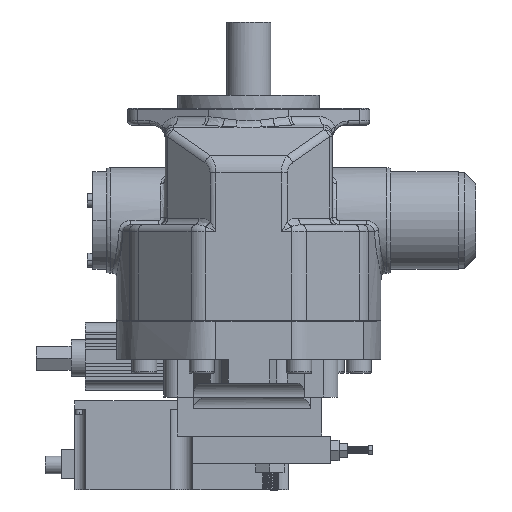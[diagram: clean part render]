
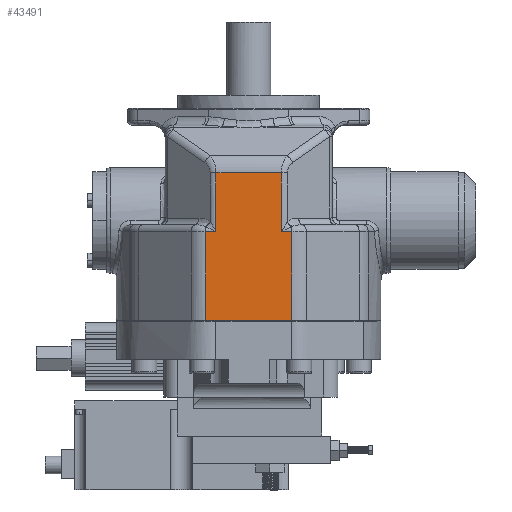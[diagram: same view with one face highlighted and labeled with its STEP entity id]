
A CAD part, front view. The second image highlights one B-rep face of the part: STEP entity #43491.
In plain terms, the highlighted planar face has unit normal (0, -1, 0).
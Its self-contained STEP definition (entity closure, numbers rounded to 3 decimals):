
#2893 = CARTESIAN_POINT ( 'NONE',  ( -18.318, -120.809, -99.419 ) ) ;
#2913 = ORIENTED_EDGE ( 'NONE', *, *, #39415, .F. ) ;
#2979 = EDGE_CURVE ( 'NONE', #30197, #34820, #18337, .T. ) ;
#3180 = EDGE_CURVE ( 'NONE', #8166, #37756, #37266, .T. ) ;
#7307 = B_SPLINE_CURVE_WITH_KNOTS ( 'NONE', 3,
 ( #2893, #35918, #8143, #24289 ),
 .UNSPECIFIED., .F., .F.,
 ( 4, 4 ),
 ( 0., 1. ),
 .UNSPECIFIED. ) ;
#7611 = EDGE_LOOP ( 'NONE', ( #2913, #49634, #38262, #35860, #15060, #36542, #18758, #24868 ) ) ;
#7798 = CARTESIAN_POINT ( 'NONE',  ( 5.196, -120.809, 6.504 ) ) ;
#8143 = CARTESIAN_POINT ( 'NONE',  ( -18.318, -120.809, -71.304 ) ) ;
#8166 = VERTEX_POINT ( 'NONE', #11708 ) ;
#8352 = CARTESIAN_POINT ( 'NONE',  ( 28.711, -120.809, -57.246 ) ) ;
#8856 = CARTESIAN_POINT ( 'NONE',  ( -25.59, -120.809, 6.504 ) ) ;
#9752 = PLANE ( 'NONE',  #11869 ) ;
#10962 = CARTESIAN_POINT ( 'NONE',  ( 35.983, -120.809, -57.246 ) ) ;
#11708 = CARTESIAN_POINT ( 'NONE',  ( -25.59, -120.809, -57.246 ) ) ;
#11789 = VERTEX_POINT ( 'NONE', #20440 ) ;
#11869 = AXIS2_PLACEMENT_3D ( 'NONE', #21903, #26132, #29597 ) ;
#12493 = VERTEX_POINT ( 'NONE', #48019 ) ;
#12719 = EDGE_CURVE ( 'NONE', #12493, #37756, #52178, .T. ) ;
#12824 = CARTESIAN_POINT ( 'NONE',  ( -25.59, -120.809, -57.246 ) ) ;
#12877 = B_SPLINE_CURVE_WITH_KNOTS ( 'NONE', 3,
 ( #21161, #46218, #37282, #17454 ),
 .UNSPECIFIED., .F., .F.,
 ( 4, 4 ),
 ( 0., 1. ),
 .UNSPECIFIED. ) ;
#13004 = CARTESIAN_POINT ( 'NONE',  ( 28.711, -120.809, -57.246 ) ) ;
#13342 = CARTESIAN_POINT ( 'NONE',  ( -25.59, -120.809, 6.504 ) ) ;
#14866 = VERTEX_POINT ( 'NONE', #44427 ) ;
#15060 = ORIENTED_EDGE ( 'NONE', *, *, #25922, .F. ) ;
#15320 = CARTESIAN_POINT ( 'NONE',  ( 35.983, -120.809, -14.746 ) ) ;
#15519 = CARTESIAN_POINT ( 'NONE',  ( -2.642, -120.809, -99.419 ) ) ;
#17127 = EDGE_CURVE ( 'NONE', #11789, #8166, #12877, .T. ) ;
#17454 = CARTESIAN_POINT ( 'NONE',  ( -25.59, -120.809, -57.246 ) ) ;
#18337 = B_SPLINE_CURVE_WITH_KNOTS ( 'NONE', 3,
 ( #34799, #41944, #34270, #26345 ),
 .UNSPECIFIED., .F., .F.,
 ( 4, 4 ),
 ( 0., 1. ),
 .UNSPECIFIED. ) ;
#18758 = ORIENTED_EDGE ( 'NONE', *, *, #2979, .F. ) ;
#20440 = CARTESIAN_POINT ( 'NONE',  ( -18.318, -120.809, -57.246 ) ) ;
#21161 = CARTESIAN_POINT ( 'NONE',  ( -18.318, -120.809, -57.246 ) ) ;
#21903 = CARTESIAN_POINT ( 'NONE',  ( 5.196, -120.809, -44.833 ) ) ;
#23413 = DIRECTION ( 'NONE',  ( -1., 0., 0. ) ) ;
#23444 = CARTESIAN_POINT ( 'NONE',  ( 28.711, -120.809, -99.419 ) ) ;
#23706 = CARTESIAN_POINT ( 'NONE',  ( -18.318, -120.809, -99.419 ) ) ;
#23923 = EDGE_CURVE ( 'NONE', #24058, #30197, #30162, .T. ) ;
#24058 = VERTEX_POINT ( 'NONE', #10962 ) ;
#24289 = CARTESIAN_POINT ( 'NONE',  ( -18.318, -120.809, -57.246 ) ) ;
#24868 = ORIENTED_EDGE ( 'NONE', *, *, #23923, .F. ) ;
#25922 = EDGE_CURVE ( 'NONE', #14866, #11789, #7307, .T. ) ;
#26132 = DIRECTION ( 'NONE',  ( 0., 1., 0. ) ) ;
#26345 = CARTESIAN_POINT ( 'NONE',  ( 28.711, -120.809, -99.419 ) ) ;
#27481 = CARTESIAN_POINT ( 'NONE',  ( 35.983, -120.809, -35.996 ) ) ;
#27804 = CARTESIAN_POINT ( 'NONE',  ( 28.711, -120.809, -99.419 ) ) ;
#29227 = CARTESIAN_POINT ( 'NONE',  ( -25.59, -120.809, -35.996 ) ) ;
#29597 = DIRECTION ( 'NONE',  ( 1., 0., 0. ) ) ;
#30162 = B_SPLINE_CURVE_WITH_KNOTS ( 'NONE', 3,
 ( #32443, #31911, #36135, #8352 ),
 .UNSPECIFIED., .F., .F.,
 ( 4, 4 ),
 ( 0., 1. ),
 .UNSPECIFIED. ) ;
#30197 = VERTEX_POINT ( 'NONE', #13004 ) ;
#30393 = CARTESIAN_POINT ( 'NONE',  ( 35.983, -120.809, -57.246 ) ) ;
#31911 = CARTESIAN_POINT ( 'NONE',  ( 33.559, -120.809, -57.246 ) ) ;
#32209 = VECTOR ( 'NONE', #23413, 1000. ) ;
#32443 = CARTESIAN_POINT ( 'NONE',  ( 35.983, -120.809, -57.246 ) ) ;
#34270 = CARTESIAN_POINT ( 'NONE',  ( 28.711, -120.809, -85.362 ) ) ;
#34799 = CARTESIAN_POINT ( 'NONE',  ( 28.711, -120.809, -57.246 ) ) ;
#34820 = VERTEX_POINT ( 'NONE', #27804 ) ;
#35396 = CARTESIAN_POINT ( 'NONE',  ( 35.983, -120.809, 6.504 ) ) ;
#35860 = ORIENTED_EDGE ( 'NONE', *, *, #17127, .F. ) ;
#35918 = CARTESIAN_POINT ( 'NONE',  ( -18.318, -120.809, -85.362 ) ) ;
#36135 = CARTESIAN_POINT ( 'NONE',  ( 31.135, -120.809, -57.246 ) ) ;
#36542 = ORIENTED_EDGE ( 'NONE', *, *, #39027, .F. ) ;
#36682 = B_SPLINE_CURVE_WITH_KNOTS ( 'NONE', 3,
 ( #35396, #15320, #27481, #30393 ),
 .UNSPECIFIED., .F., .F.,
 ( 4, 4 ),
 ( 0.049, 1. ),
 .UNSPECIFIED. ) ;
#37266 = B_SPLINE_CURVE_WITH_KNOTS ( 'NONE', 3,
 ( #12824, #29227, #45322, #8856 ),
 .UNSPECIFIED., .F., .F.,
 ( 4, 4 ),
 ( 0., 0.951 ),
 .UNSPECIFIED. ) ;
#37282 = CARTESIAN_POINT ( 'NONE',  ( -23.166, -120.809, -57.246 ) ) ;
#37756 = VERTEX_POINT ( 'NONE', #13342 ) ;
#38262 = ORIENTED_EDGE ( 'NONE', *, *, #3180, .F. ) ;
#39027 = EDGE_CURVE ( 'NONE', #34820, #14866, #40505, .T. ) ;
#39415 = EDGE_CURVE ( 'NONE', #12493, #24058, #36682, .T. ) ;
#39826 = CARTESIAN_POINT ( 'NONE',  ( 13.035, -120.809, -99.419 ) ) ;
#40505 = B_SPLINE_CURVE_WITH_KNOTS ( 'NONE', 3,
 ( #23444, #39826, #15519, #23706 ),
 .UNSPECIFIED., .F., .F.,
 ( 4, 4 ),
 ( 0., 1. ),
 .UNSPECIFIED. ) ;
#41944 = CARTESIAN_POINT ( 'NONE',  ( 28.711, -120.809, -71.304 ) ) ;
#43491 = ADVANCED_FACE ( 'NONE', ( #45962 ), #9752, .F. ) ;
#44427 = CARTESIAN_POINT ( 'NONE',  ( -18.318, -120.809, -99.419 ) ) ;
#45322 = CARTESIAN_POINT ( 'NONE',  ( -25.59, -120.809, -14.746 ) ) ;
#45962 = FACE_OUTER_BOUND ( 'NONE', #7611, .T. ) ;
#46218 = CARTESIAN_POINT ( 'NONE',  ( -20.742, -120.809, -57.246 ) ) ;
#48019 = CARTESIAN_POINT ( 'NONE',  ( 35.983, -120.809, 6.504 ) ) ;
#49634 = ORIENTED_EDGE ( 'NONE', *, *, #12719, .T. ) ;
#52178 = LINE ( 'NONE', #7798, #32209 ) ;
